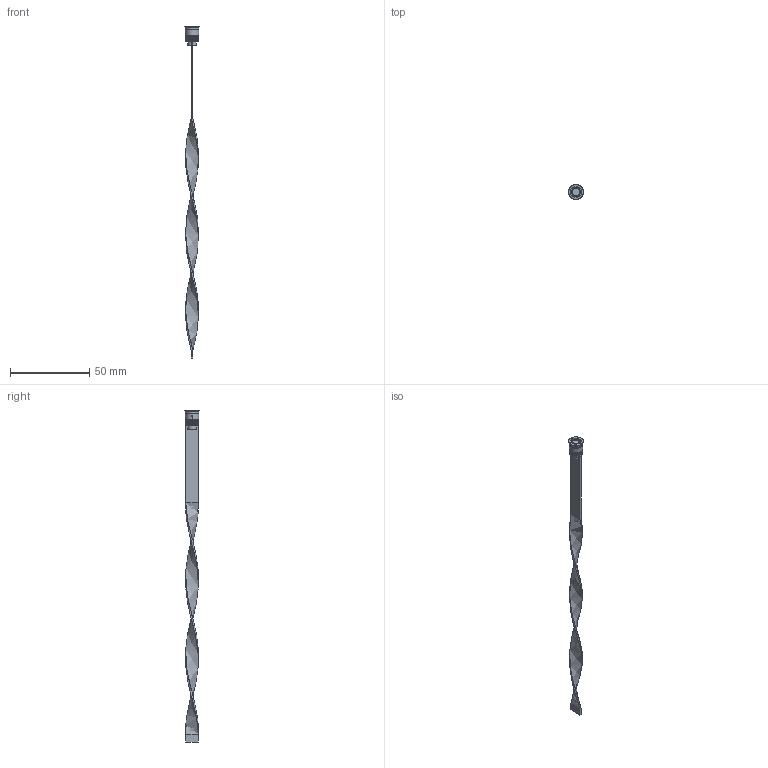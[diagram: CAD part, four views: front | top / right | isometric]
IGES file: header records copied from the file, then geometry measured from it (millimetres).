
Start section: SolidWorks IGES file using analytic representation for surfaces
Global section: file name: fe8a.IGS; native system: SolidWorks 2019; preprocessor: SolidWorks 2019; author: Model3D; date: 230926.191316; units: millimetre
Bounding box: 9.5 x 9.5 x 209.5 mm (x, y, z)
Surface area: 4352.5 mm2 (no closed solid volume)
Topology: 0 solids, 0 shells, 93 faces, 934 edges, 934 vertices
Faces by surface type: bspline 59, revolution 34
